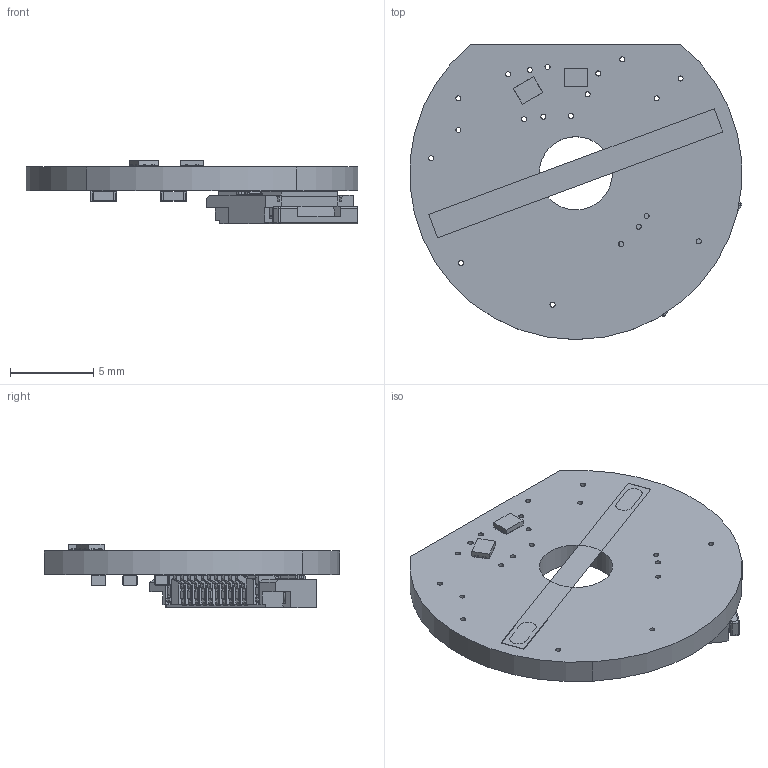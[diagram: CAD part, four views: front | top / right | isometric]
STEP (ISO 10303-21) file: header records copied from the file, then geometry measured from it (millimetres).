
FILE_DESCRIPTION(('STEP AP214'),'1');
FILE_NAME('PCB-SB0101-Encoder Rev_BoardAndModels.step','2025-06-13T15:33:46',(' '),(' '),'Spatial InterOp 3D','XD3DPlugin XRACreate',' ');
FILE_SCHEMA(('automotive_design'));
Length unit declared in the file: millimetre
Products named in the file (18): DesignRootModel; uid__9223372036855631005; Submodel-noModelForPart_MOTOR_1898171541; placementOutline; Submodel-MOTOR_1898171541_part_MOTOR; Submodel-C0603_060.step; C0603_060.step; Submodel-CAP0603-104-25V-X7R_part_RC0603; Submodel-CF3110xD0x0-05-NH.STEP; CF3110xD0x0-05-NH.STEP; Submodel-CF31101D0R0-05-NH_part_CF31101D0R0-05-NH; Submodel-DRV5012AEDMRT.stp; DRV5012AEDMRT.stp; Submodel-DRV5012AEDMRR_part_X2SON-0.4; Submodel-res_0603.stp; res_0603.stp; Submodel-RES0603-1M00_part_RC0603; PCB-SB0101-Encoder Rev_BoardAndModels
Assembly tree (21 placements, depth 5):
  PCB-SB0101-Encoder Rev_BoardAndModels
    DesignRootModel
      uid__9223372036855631005
      Submodel-MOTOR_1898171541_part_MOTOR
        Submodel-noModelForPart_MOTOR_1898171541
          placementOutline
      Submodel-CAP0603-104-25V-X7R_part_RC0603  x2
        Submodel-C0603_060.step
          C0603_060.step
      Submodel-CF31101D0R0-05-NH_part_CF31101D0R0-05-NH
        Submodel-CF3110xD0x0-05-NH.STEP
          CF3110xD0x0-05-NH.STEP
      Submodel-DRV5012AEDMRR_part_X2SON-0.4  x2
        Submodel-DRV5012AEDMRT.stp
          DRV5012AEDMRT.stp
      Submodel-RES0603-1M00_part_RC0603  x3
        Submodel-res_0603.stp
          res_0603.stp
Bounding box: 19.96 x 17.75 x 3.84 mm (x, y, z)
Volume: 468.4 mm3; surface area: 1244.5 mm2
Topology: 38 solids, 38 shells, 1730 faces, 4914 edges, 3202 vertices
Faces by surface type: plane 1124, cylinder 558, sphere 24, torus 20, cone 2, bspline 2
Full cylindrical faces by diameter (mm): 0.305 x20, 4.4 x1
Entity records: 64582 total; most frequent: CARTESIAN_POINT 9193, ORIENTED_EDGE 8710, DIRECTION 8553, EDGE_CURVE 4355, LINE 3229, VECTOR 3229, VERTEX_POINT 2862, AXIS2_PLACEMENT_3D 2662
